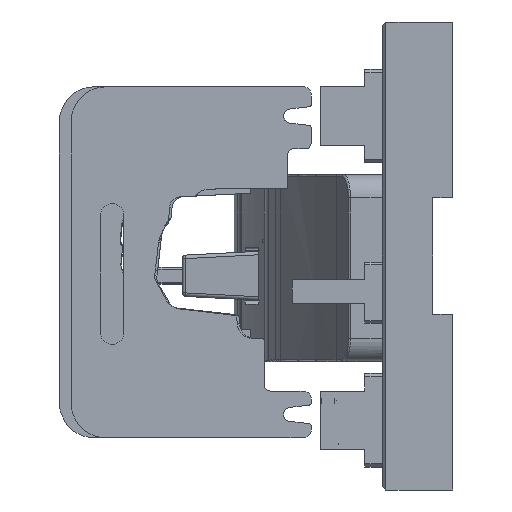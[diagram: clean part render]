
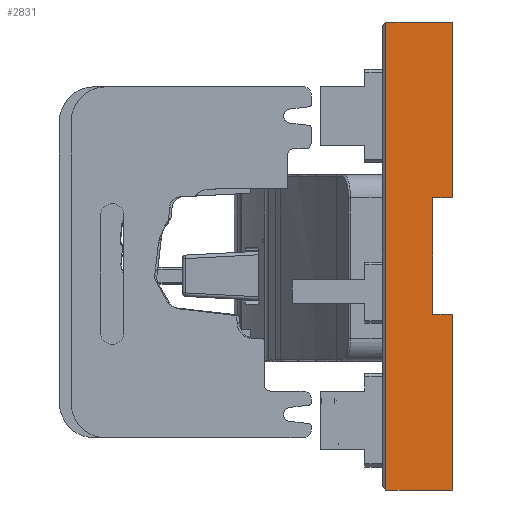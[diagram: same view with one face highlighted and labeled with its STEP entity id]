
A CAD part, front view. The second image highlights one B-rep face of the part: STEP entity #2831.
In plain terms, the highlighted planar face has unit normal (0, -1, 0).
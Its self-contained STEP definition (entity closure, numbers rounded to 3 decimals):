
#828=PLANE('',#18925);
#2831=ADVANCED_FACE('',(#3912),#828,.T.);
#3912=FACE_OUTER_BOUND('',#5156,.T.);
#5156=EDGE_LOOP('',(#8522,#8523,#8524,#8525,#8526,#8527,#8528,#8529));
#8522=ORIENTED_EDGE('',*,*,#13448,.F.);
#8523=ORIENTED_EDGE('',*,*,#13449,.T.);
#8524=ORIENTED_EDGE('',*,*,#13450,.T.);
#8525=ORIENTED_EDGE('',*,*,#13451,.F.);
#8526=ORIENTED_EDGE('',*,*,#13435,.F.);
#8527=ORIENTED_EDGE('',*,*,#13265,.F.);
#8528=ORIENTED_EDGE('',*,*,#13447,.F.);
#8529=ORIENTED_EDGE('',*,*,#13452,.F.);
#11295=VERTEX_POINT('',#31534);
#11296=VERTEX_POINT('',#31535);
#11428=VERTEX_POINT('',#31946);
#11434=VERTEX_POINT('',#31967);
#11435=VERTEX_POINT('',#31971);
#11436=VERTEX_POINT('',#31972);
#11437=VERTEX_POINT('',#31974);
#11438=VERTEX_POINT('',#31976);
#13265=EDGE_CURVE('',#11295,#11296,#16277,.T.);
#13435=EDGE_CURVE('',#11296,#11428,#16359,.T.);
#13447=EDGE_CURVE('',#11434,#11295,#16371,.T.);
#13448=EDGE_CURVE('',#11435,#11436,#16372,.T.);
#13449=EDGE_CURVE('',#11435,#11437,#16373,.T.);
#13450=EDGE_CURVE('',#11437,#11438,#16374,.T.);
#13451=EDGE_CURVE('',#11428,#11438,#16375,.T.);
#13452=EDGE_CURVE('',#11436,#11434,#16376,.T.);
#16277=LINE('',#31533,#17306);
#16359=LINE('',#31945,#17388);
#16371=LINE('',#31968,#17400);
#16372=LINE('',#31970,#17401);
#16373=LINE('',#31973,#17402);
#16374=LINE('',#31975,#17403);
#16375=LINE('',#31977,#17404);
#16376=LINE('',#31978,#17405);
#17306=VECTOR('',#22155,1.);
#17388=VECTOR('',#22631,1.);
#17400=VECTOR('',#22651,1.);
#17401=VECTOR('',#22654,1.);
#17402=VECTOR('',#22655,1.);
#17403=VECTOR('',#22656,1.);
#17404=VECTOR('',#22657,1.);
#17405=VECTOR('',#22658,1.);
#18925=AXIS2_PLACEMENT_3D('',#31979,#22659,#22660);
#22155=DIRECTION('',(0.,0.,-1.));
#22631=DIRECTION('',(1.,0.,0.));
#22651=DIRECTION('',(-1.,0.,0.));
#22654=DIRECTION('',(1.,0.,0.));
#22655=DIRECTION('',(0.,0.,-1.));
#22656=DIRECTION('',(1.,0.,0.));
#22657=DIRECTION('',(0.,0.,-1.));
#22658=DIRECTION('',(0.,0.,-1.));
#22659=DIRECTION('',(0.,-1.,0.));
#22660=DIRECTION('',(0.,0.,-1.));
#31533=CARTESIAN_POINT('',(-647.,-750.,90.392));
#31534=CARTESIAN_POINT('',(-647.,-750.,200.392));
#31535=CARTESIAN_POINT('',(-647.,-750.,100.392));
#31945=CARTESIAN_POINT('',(-712.016,-750.,100.392));
#31946=CARTESIAN_POINT('',(-630.,-750.,100.392));
#31967=CARTESIAN_POINT('',(-630.,-750.,200.392));
#31968=CARTESIAN_POINT('',(-712.016,-750.,200.392));
#31970=CARTESIAN_POINT('',(-712.016,-750.,350.392));
#31971=CARTESIAN_POINT('',(-687.,-750.,350.392));
#31972=CARTESIAN_POINT('',(-630.,-750.,350.392));
#31973=CARTESIAN_POINT('',(-687.,-750.,90.392));
#31974=CARTESIAN_POINT('',(-687.,-750.,-49.608));
#31975=CARTESIAN_POINT('',(-665.,-750.,-49.608));
#31976=CARTESIAN_POINT('',(-630.,-750.,-49.608));
#31977=CARTESIAN_POINT('',(-630.,-750.,-24.608));
#31978=CARTESIAN_POINT('',(-630.,-750.,-124.608));
#31979=CARTESIAN_POINT('',(-712.016,-750.,90.392));
